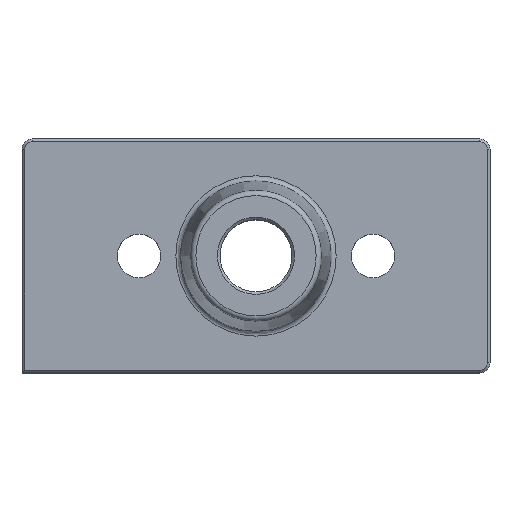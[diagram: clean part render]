
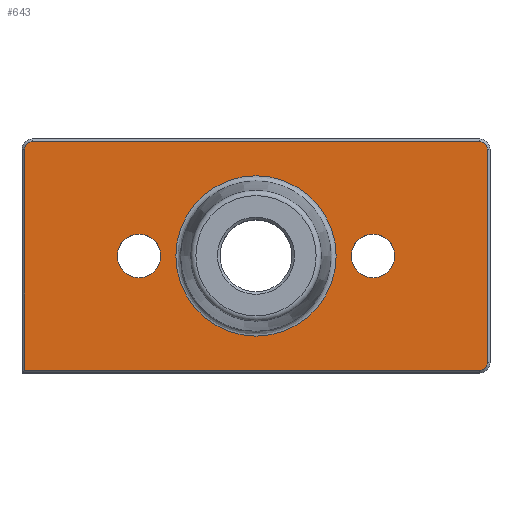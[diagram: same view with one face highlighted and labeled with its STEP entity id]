
A CAD part, top view. The second image highlights one B-rep face of the part: STEP entity #643.
In plain terms, the highlighted planar face has unit normal (0, 0, 1).
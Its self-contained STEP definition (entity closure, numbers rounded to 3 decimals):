
#276=CARTESIAN_POINT('',(43.0,-22.0,0.0));
#277=VERTEX_POINT('',#276);
#284=CARTESIAN_POINT('',(-44.5,-22.0,0.0));
#285=VERTEX_POINT('',#284);
#286=CARTESIAN_POINT('',(43.0,-22.0,0.0));
#287=DIRECTION('',(-1.0,0.0,0.0));
#288=VECTOR('',#287,87.5);
#289=LINE('',#286,#288);
#290=EDGE_CURVE('',#277,#285,#289,.T.);
#316=CARTESIAN_POINT('',(-43.0,22.0,0.0));
#317=VERTEX_POINT('',#316);
#324=CARTESIAN_POINT('',(43.,22.0,0.0));
#325=VERTEX_POINT('',#324);
#326=CARTESIAN_POINT('',(-43.0,22.0,0.0));
#327=DIRECTION('',(1.0,0.0,0.0));
#328=VECTOR('',#327,86.0);
#329=LINE('',#326,#328);
#330=EDGE_CURVE('',#317,#325,#329,.T.);
#356=CARTESIAN_POINT('',(-44.5,20.5,0.0));
#357=VERTEX_POINT('',#356);
#364=CARTESIAN_POINT('',(-43.0,20.5,0.0));
#365=DIRECTION('',(0.0,0.0,-1.));
#366=DIRECTION('',(-0.707,0.707,0.0));
#367=AXIS2_PLACEMENT_3D('',#364,#365,#366);
#368=CIRCLE('',#367,1.5);
#369=EDGE_CURVE('',#357,#317,#368,.T.);
#387=CARTESIAN_POINT('',(44.5,20.5,0.0));
#388=VERTEX_POINT('',#387);
#405=CARTESIAN_POINT('',(43.,20.5,0.0));
#406=DIRECTION('',(0.0,0.0,-1.0));
#407=DIRECTION('',(0.707,0.707,0.0));
#408=AXIS2_PLACEMENT_3D('',#405,#406,#407);
#409=CIRCLE('',#408,1.5);
#410=EDGE_CURVE('',#325,#388,#409,.T.);
#420=CARTESIAN_POINT('',(-44.5,-22.0,0.0));
#421=DIRECTION('',(0.0,1.0,0.0));
#422=VECTOR('',#421,42.5);
#423=LINE('',#420,#422);
#424=EDGE_CURVE('',#285,#357,#423,.T.);
#442=CARTESIAN_POINT('',(44.5,-20.5,0.0));
#443=VERTEX_POINT('',#442);
#459=CARTESIAN_POINT('',(44.5,20.5,0.0));
#460=DIRECTION('',(0.0,-1.0,0.0));
#461=VECTOR('',#460,41.0);
#462=LINE('',#459,#461);
#463=EDGE_CURVE('',#388,#443,#462,.T.);
#482=CARTESIAN_POINT('',(43.0,-20.5,0.0));
#483=DIRECTION('',(0.0,0.0,-1.));
#484=DIRECTION('',(0.707,-0.707,0.0));
#485=AXIS2_PLACEMENT_3D('',#482,#483,#484);
#486=CIRCLE('',#485,1.5);
#487=EDGE_CURVE('',#443,#277,#486,.T.);
#596=CARTESIAN_POINT('',(0.,0.0,0.0));
#597=DIRECTION('',(0.0,0.0,1.0));
#598=DIRECTION('',(1.0,0.0,0.0));
#599=AXIS2_PLACEMENT_3D('',#596,#597,#598);
#600=PLANE('',#599);
#601=ORIENTED_EDGE('',*,*,#330,.F.);
#602=ORIENTED_EDGE('',*,*,#369,.F.);
#603=ORIENTED_EDGE('',*,*,#424,.F.);
#604=ORIENTED_EDGE('',*,*,#290,.F.);
#605=ORIENTED_EDGE('',*,*,#487,.F.);
#606=ORIENTED_EDGE('',*,*,#463,.F.);
#607=ORIENTED_EDGE('',*,*,#410,.F.);
#608=EDGE_LOOP('',(#601,#602,#603,#604,#605,#606,#607));
#609=FACE_OUTER_BOUND('',#608,.T.);
#610=CARTESIAN_POINT('',(15.416,0.,0.0));
#611=VERTEX_POINT('',#610);
#612=CARTESIAN_POINT('',(0.,0.,0.0));
#613=DIRECTION('',(0.0,0.0,1.0));
#614=DIRECTION('',(-1.0,0.0,0.0));
#615=AXIS2_PLACEMENT_3D('',#612,#613,#614);
#616=CIRCLE('',#615,15.416);
#617=EDGE_CURVE('',#611,#611,#616,.T.);
#618=ORIENTED_EDGE('',*,*,#617,.F.);
#619=EDGE_LOOP('',(#618));
#620=FACE_BOUND('',#619,.T.);
#621=CARTESIAN_POINT('',(26.7,0.,0.));
#622=VERTEX_POINT('',#621);
#623=CARTESIAN_POINT('',(22.5,0.0,0.));
#624=DIRECTION('',(0.0,0.0,-1.0));
#625=DIRECTION('',(-1.0,0.0,0.0));
#626=AXIS2_PLACEMENT_3D('',#623,#624,#625);
#627=CIRCLE('',#626,4.2);
#628=EDGE_CURVE('',#622,#622,#627,.T.);
#629=ORIENTED_EDGE('',*,*,#628,.T.);
#630=EDGE_LOOP('',(#629));
#631=FACE_BOUND('',#630,.T.);
#632=CARTESIAN_POINT('',(-18.3,0.,0.));
#633=VERTEX_POINT('',#632);
#634=CARTESIAN_POINT('',(-22.5,0.0,0.));
#635=DIRECTION('',(0.0,0.0,-1.0));
#636=DIRECTION('',(-1.0,0.0,0.0));
#637=AXIS2_PLACEMENT_3D('',#634,#635,#636);
#638=CIRCLE('',#637,4.2);
#639=EDGE_CURVE('',#633,#633,#638,.T.);
#640=ORIENTED_EDGE('',*,*,#639,.T.);
#641=EDGE_LOOP('',(#640));
#642=FACE_BOUND('',#641,.T.);
#643=ADVANCED_FACE('',(#609,#620,#631,#642),#600,.T.);
